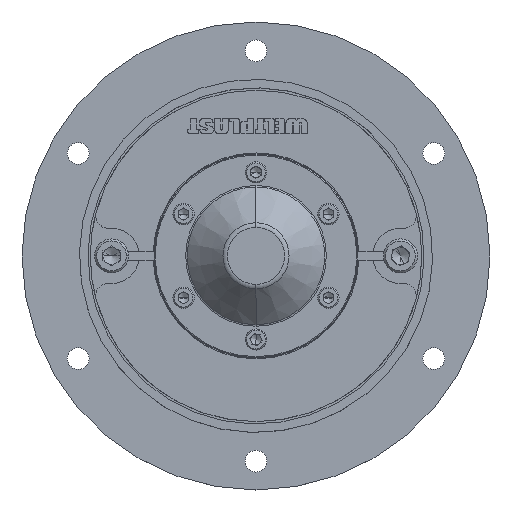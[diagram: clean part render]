
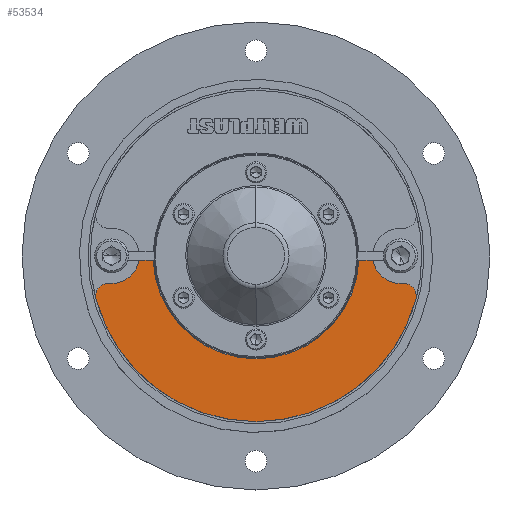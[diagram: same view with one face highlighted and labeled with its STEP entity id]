
A CAD part, top view. The second image highlights one B-rep face of the part: STEP entity #53534.
In plain terms, the highlighted face is planar.
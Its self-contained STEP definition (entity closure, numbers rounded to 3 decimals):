
#493 = CARTESIAN_POINT ( 'NONE',  ( -67.9, 28.35, 0. ) ) ;
#510 = ORIENTED_EDGE ( 'NONE', *, *, #3325, .T. ) ;
#2236 = VECTOR ( 'NONE', #45867, 1000. ) ;
#2672 = CIRCLE ( 'NONE', #52786, 77.9 ) ;
#3157 = VERTEX_POINT ( 'NONE', #19500 ) ;
#3325 = EDGE_CURVE ( 'NONE', #54539, #50071, #34630, .T. ) ;
#4319 = EDGE_CURVE ( 'NONE', #6013, #43384, #49991, .T. ) ;
#4732 = CIRCLE ( 'NONE', #50035, 13. ) ;
#4795 = ORIENTED_EDGE ( 'NONE', *, *, #24167, .T. ) ;
#5030 = DIRECTION ( 'NONE',  ( 0., 0., 1. ) ) ;
#6013 = VERTEX_POINT ( 'NONE', #18556 ) ;
#7024 = EDGE_CURVE ( 'NONE', #57451, #54539, #47158, .T. ) ;
#7108 = EDGE_CURVE ( 'NONE', #50071, #25263, #9944, .T. ) ;
#7206 = ORIENTED_EDGE ( 'NONE', *, *, #42588, .F. ) ;
#8538 = ORIENTED_EDGE ( 'NONE', *, *, #10415, .F. ) ;
#8655 = AXIS2_PLACEMENT_3D ( 'NONE', #493, #31891, #5030 ) ;
#8700 = CARTESIAN_POINT ( 'NONE',  ( -69.359, 28.35, -18.944 ) ) ;
#9135 = CARTESIAN_POINT ( 'NONE',  ( 0., 28.35, 0. ) ) ;
#9944 = CIRCLE ( 'NONE', #34133, 6. ) ;
#10415 = EDGE_CURVE ( 'NONE', #3157, #17906, #49033, .T. ) ;
#10524 = DIRECTION ( 'NONE',  ( 0., 1., 0. ) ) ;
#10724 = CARTESIAN_POINT ( 'NONE',  ( -55.055, 28.35, -2. ) ) ;
#10751 = CARTESIAN_POINT ( 'NONE',  ( -75.147, 28.35, -20.525 ) ) ;
#11904 = ORIENTED_EDGE ( 'NONE', *, *, #56229, .T. ) ;
#12373 = EDGE_CURVE ( 'NONE', #43384, #25263, #12377, .T. ) ;
#12377 = CIRCLE ( 'NONE', #8655, 13. ) ;
#13015 = CARTESIAN_POINT ( 'NONE',  ( -48.4, 28.35, 0. ) ) ;
#13078 = AXIS2_PLACEMENT_3D ( 'NONE', #9135, #40520, #13623 ) ;
#13185 = DIRECTION ( 'NONE',  ( 0., 0., 1. ) ) ;
#13203 = PLANE ( 'NONE',  #54181 ) ;
#13623 = DIRECTION ( 'NONE',  ( 0., 0., 1. ) ) ;
#16791 = DIRECTION ( 'NONE',  ( 0., 1., 0. ) ) ;
#17725 = DIRECTION ( 'NONE',  ( 0., 0., 1. ) ) ;
#17906 = VERTEX_POINT ( 'NONE', #44625 ) ;
#18096 = CARTESIAN_POINT ( 'NONE',  ( 68.899, 28.35, -12.962 ) ) ;
#18323 = CARTESIAN_POINT ( 'NONE',  ( -69.359, 28.35, -18.944 ) ) ;
#18556 = CARTESIAN_POINT ( 'NONE',  ( -48.359, 28.35, -2. ) ) ;
#19500 = CARTESIAN_POINT ( 'NONE',  ( 55.055, 28.35, -2. ) ) ;
#19846 = VERTEX_POINT ( 'NONE', #54950 ) ;
#20781 = EDGE_LOOP ( 'NONE', ( #52072, #56505, #8538, #7206, #11904, #4795, #23187, #510, #56983, #54427 ) ) ;
#22210 = CIRCLE ( 'NONE', #48992, 48.4 ) ;
#22672 = AXIS2_PLACEMENT_3D ( 'NONE', #8700, #40084, #13185 ) ;
#22815 = DIRECTION ( 'NONE',  ( 0., 0., 1. ) ) ;
#23187 = ORIENTED_EDGE ( 'NONE', *, *, #7024, .T. ) ;
#23736 = CARTESIAN_POINT ( 'NONE',  ( 67.9, 28.35, 0. ) ) ;
#24167 = EDGE_CURVE ( 'NONE', #19846, #57451, #2672, .T. ) ;
#24566 = CARTESIAN_POINT ( 'NONE',  ( -69.359, 28.35, -12.944 ) ) ;
#24962 = DIRECTION ( 'NONE',  ( 0., 1., 0. ) ) ;
#25263 = VERTEX_POINT ( 'NONE', #31420 ) ;
#26646 = FACE_OUTER_BOUND ( 'NONE', #20781, .T. ) ;
#28234 = DIRECTION ( 'NONE',  ( 0., 0., 1. ) ) ;
#31420 = CARTESIAN_POINT ( 'NONE',  ( -68.899, 28.35, -12.962 ) ) ;
#31891 = DIRECTION ( 'NONE',  ( 0., 1., 0. ) ) ;
#34133 = AXIS2_PLACEMENT_3D ( 'NONE', #18323, #49721, #22815 ) ;
#34630 = CIRCLE ( 'NONE', #22672, 6. ) ;
#35869 = CARTESIAN_POINT ( 'NONE',  ( 0., 28.35, -77.9 ) ) ;
#36835 = CARTESIAN_POINT ( 'NONE',  ( -62.777, 28.35, -2. ) ) ;
#37406 = CARTESIAN_POINT ( 'NONE',  ( 69.359, 28.35, -18.944 ) ) ;
#40084 = DIRECTION ( 'NONE',  ( 0., 1., 0. ) ) ;
#40520 = DIRECTION ( 'NONE',  ( 0., 1., 0. ) ) ;
#41916 = DIRECTION ( 'NONE',  ( 0., 0., 1. ) ) ;
#42588 = EDGE_CURVE ( 'NONE', #51137, #3157, #4732, .T. ) ;
#43384 = VERTEX_POINT ( 'NONE', #10724 ) ;
#43652 = CARTESIAN_POINT ( 'NONE',  ( 0., 28.35, 0. ) ) ;
#44013 = CIRCLE ( 'NONE', #50076, 6. ) ;
#44596 = DIRECTION ( 'NONE',  ( 0., 1., 0. ) ) ;
#44625 = CARTESIAN_POINT ( 'NONE',  ( 48.359, 28.35, -2. ) ) ;
#45867 = DIRECTION ( 'NONE',  ( -1., 0., 0. ) ) ;
#47158 = CIRCLE ( 'NONE', #13078, 77.9 ) ;
#47867 = CARTESIAN_POINT ( 'NONE',  ( 48.359, 28.35, -2. ) ) ;
#48177 = DIRECTION ( 'NONE',  ( 0., 0., 1. ) ) ;
#48992 = AXIS2_PLACEMENT_3D ( 'NONE', #43652, #16791, #48177 ) ;
#49033 = LINE ( 'NONE', #47867, #50422 ) ;
#49721 = DIRECTION ( 'NONE',  ( 0., 1., 0. ) ) ;
#49991 = LINE ( 'NONE', #36835, #2236 ) ;
#50035 = AXIS2_PLACEMENT_3D ( 'NONE', #23736, #55206, #28234 ) ;
#50071 = VERTEX_POINT ( 'NONE', #24566 ) ;
#50076 = AXIS2_PLACEMENT_3D ( 'NONE', #37406, #10524, #41916 ) ;
#50422 = VECTOR ( 'NONE', #56951, 1000. ) ;
#51137 = VERTEX_POINT ( 'NONE', #18096 ) ;
#51880 = CARTESIAN_POINT ( 'NONE',  ( 0., 28.35, 0. ) ) ;
#52072 = ORIENTED_EDGE ( 'NONE', *, *, #4319, .F. ) ;
#52786 = AXIS2_PLACEMENT_3D ( 'NONE', #51880, #24962, #56452 ) ;
#53534 = ADVANCED_FACE ( 'NONE', ( #26646 ), #13203, .T. ) ;
#54181 = AXIS2_PLACEMENT_3D ( 'NONE', #13015, #44596, #17725 ) ;
#54427 = ORIENTED_EDGE ( 'NONE', *, *, #12373, .F. ) ;
#54539 = VERTEX_POINT ( 'NONE', #10751 ) ;
#54950 = CARTESIAN_POINT ( 'NONE',  ( 75.147, 28.35, -20.525 ) ) ;
#55206 = DIRECTION ( 'NONE',  ( 0., 1., 0. ) ) ;
#56229 = EDGE_CURVE ( 'NONE', #51137, #19846, #44013, .T. ) ;
#56452 = DIRECTION ( 'NONE',  ( 0., 0., 1. ) ) ;
#56505 = ORIENTED_EDGE ( 'NONE', *, *, #56547, .F. ) ;
#56547 = EDGE_CURVE ( 'NONE', #17906, #6013, #22210, .T. ) ;
#56951 = DIRECTION ( 'NONE',  ( -1., 0., 0. ) ) ;
#56983 = ORIENTED_EDGE ( 'NONE', *, *, #7108, .T. ) ;
#57451 = VERTEX_POINT ( 'NONE', #35869 ) ;
